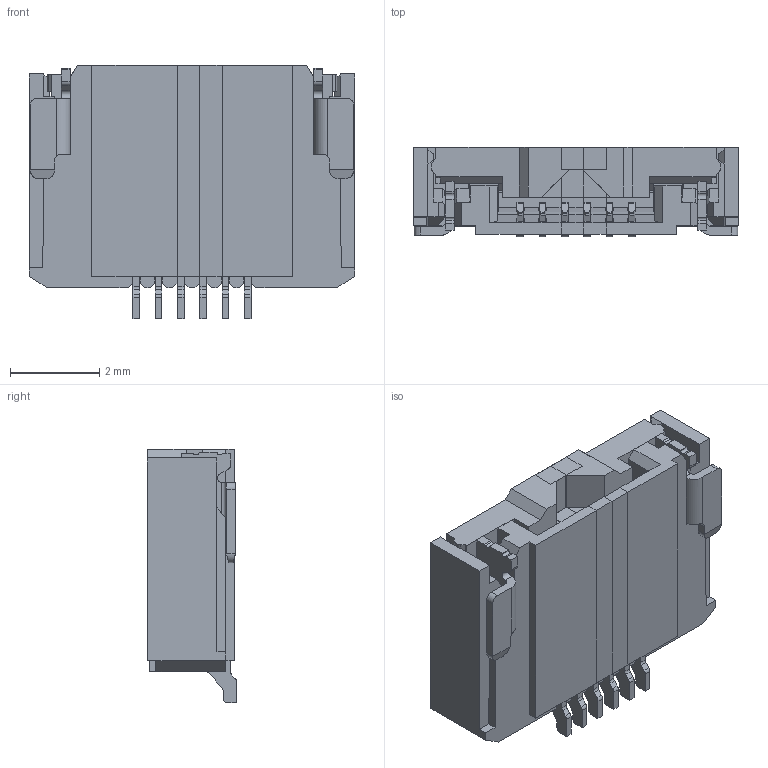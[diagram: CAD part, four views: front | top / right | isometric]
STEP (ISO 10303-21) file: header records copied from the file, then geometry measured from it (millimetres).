
FILE_DESCRIPTION (( 'STEP AP214' ), '1' );
FILE_NAME ('F305-1A7H1-11006-E100.STEP', '2023-05-31T12:45:19', ( '' ), ( '' ), 'SwSTEP 2.0', 'SolidWorks 2021', '' );
FILE_SCHEMA (( 'AUTOMOTIVE_DESIGN' ));
Length unit declared in the file: millimetre
Products named in the file (5): F305_M^F305-1A7H1-11006-E100--3DModel-STEP-533217(2)_F305-1A7H1-11006-E100--3DModel-STEP-533217; F305-1A7H1-11006-E100; F305_R^F305-1A7H1-11006-E100--3DModel-STEP-533217(2)_F305-1A7H1-11006-E100--3DModel-STEP-533217; F305_L^F305-1A7H1-11006-E100--3DModel-STEP-533217(2)_F305-1A7H1-11006-E100--3DModel-STEP-533217; F305-1A7H1-11006-E100--3DModel-STEP-533217(2)^F305-1A7H1-11006-E100--3DModel-STEP-533217
Assembly tree (5 placements, depth 3):
  F305-1A7H1-11006-E100
    F305-1A7H1-11006-E100--3DModel-STEP-533217(2)^F305-1A7H1-11006-E100--3DModel-STEP-533217
      F305_L^F305-1A7H1-11006-E100--3DModel-STEP-533217(2)_F305-1A7H1-11006-E100--3DModel-STEP-533217
      F305_M^F305-1A7H1-11006-E100--3DModel-STEP-533217(2)_F305-1A7H1-11006-E100--3DModel-STEP-533217  x2
      F305_R^F305-1A7H1-11006-E100--3DModel-STEP-533217(2)_F305-1A7H1-11006-E100--3DModel-STEP-533217
Bounding box: 7.3 x 2 x 5.7 mm (x, y, z)
Volume: 49.5 mm3; surface area: 301.2 mm2
Topology: 4 solids, 4 shells, 1101 faces, 3178 edges, 2091 vertices
Faces by surface type: plane 848, cylinder 253
Entity records: 31991 total; most frequent: CARTESIAN_POINT 6134, ORIENTED_EDGE 5606, DIRECTION 5031, EDGE_CURVE 2803, LINE 2293, VECTOR 2293, VERTEX_POINT 1842, AXIS2_PLACEMENT_3D 1369
